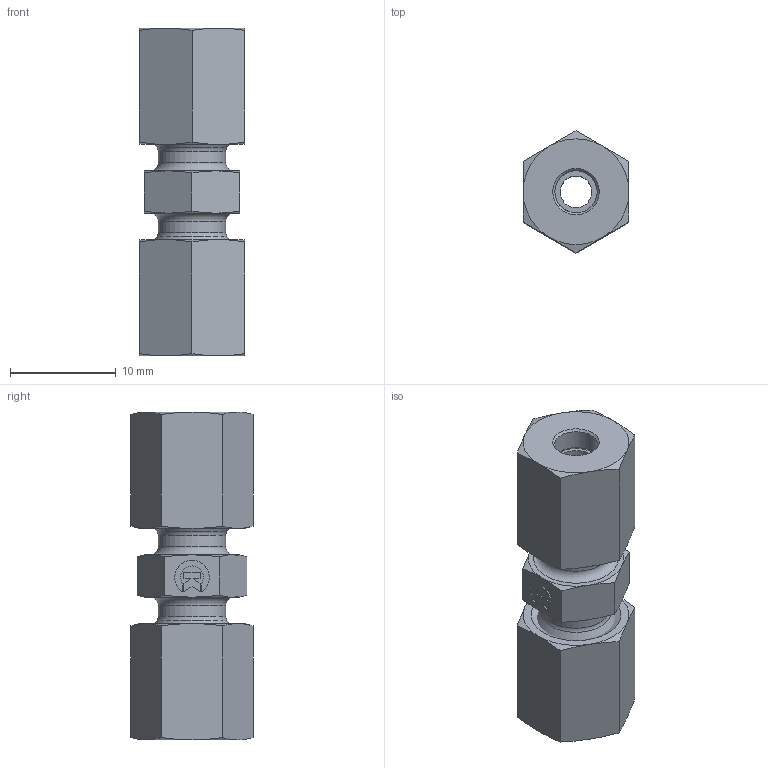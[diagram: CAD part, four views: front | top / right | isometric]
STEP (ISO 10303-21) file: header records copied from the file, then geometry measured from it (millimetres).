
FILE_DESCRIPTION((''),'2;1');
FILE_NAME('320040808.stp','2014-08-15T15:31:05',(''),('KNOMI spol. s r. o.'),'Autodesk Inventor 2012','Autodesk Inventor 2012','');
FILE_SCHEMA(('AUTOMOTIVE_DESIGN { 1 2 10303 214 0 1 1 1 }'));
Length unit declared in the file: millimetre
Products named in the file (4): PS1K 4LL M 8x1/M 8x1; 310 04 0808; 40004; 3900408
Assembly tree (5 placements, depth 2):
  PS1K 4LL M 8x1/M 8x1
    310 04 0808
    40004  x2
    3900408  x2
Bounding box: 10 x 11.55 x 31 mm (x, y, z)
Volume: 2082.3 mm3; surface area: 2644.2 mm2
Topology: 5 solids, 5 shells, 143 faces, 324 edges, 203 vertices
Faces by surface type: plane 62, cone 54, cylinder 21, torus 6
Full cylindrical faces by diameter (mm): 3 x1, 4 x6, 4.9 x2, 5.5 x2, 6.4 x2, 6.917 x2, 8 x2
Entity records: 3057 total; most frequent: CARTESIAN_POINT 578, DIRECTION 472, ORIENTED_EDGE 422, EDGE_CURVE 211, AXIS2_PLACEMENT_3D 187, EDGE_LOOP 152, VERTEX_POINT 145, STYLED_ITEM 114
